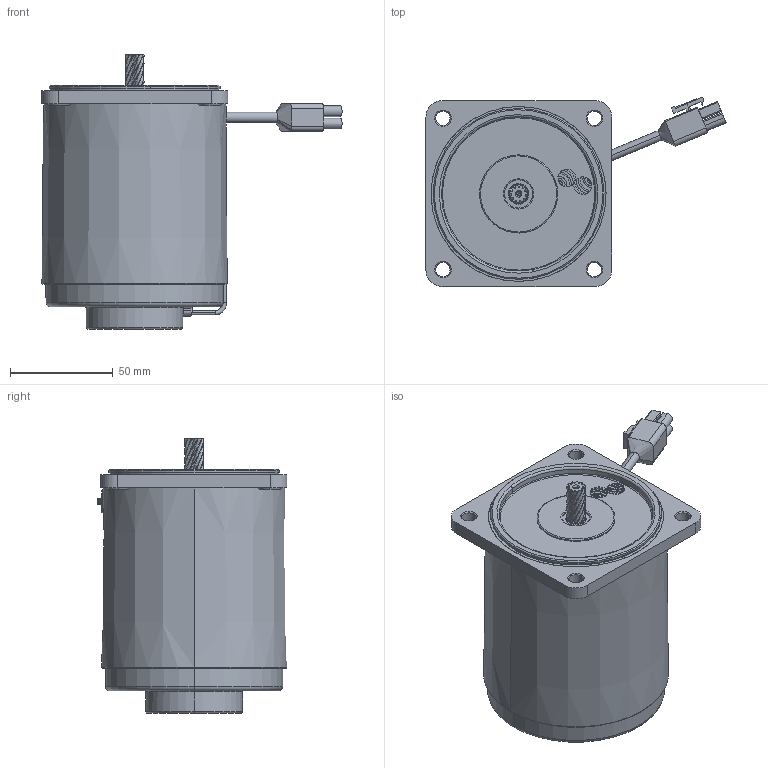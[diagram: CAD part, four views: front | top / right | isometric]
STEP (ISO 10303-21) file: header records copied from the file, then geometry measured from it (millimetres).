
FILE_DESCRIPTION (( 'STEP AP203' ), '1' );
FILE_NAME ('(夹非珇)M540-4〖〖(5C〖71〖0000Z0).STEP', '2017-12-05T02:55:45', ( '' ), ( '' ), 'SwSTEP 2.0', 'SolidWorks 2010', '' );
FILE_SCHEMA (( 'CONFIG_CONTROL_DESIGN' ));
Length unit declared in the file: millimetre
Products named in the file (10): 線_60W; 公端子; (夹非珇)M540-4〖〖(5C〖71〖0000Z0); 上蓋 C583-30; M540-R; 60GN; 油封10x26x5; 線扣; 線和頭_60W; 發電機
Assembly tree (9 placements, depth 3):
  (夹非珇)M540-4〖〖(5C〖71〖0000Z0)
    油封10x26x5
    上蓋 C583-30
    M540-R
    60GN
    線和頭_60W
      公端子
      線_60W
    線扣
    發電機
Bounding box: 145.78 x 92.07 x 133.5 mm (x, y, z)
Volume: 723095.3 mm3; surface area: 79431.1 mm2
Topology: 8 solids, 9 shells, 606 faces, 1566 edges, 1008 vertices
Faces by surface type: cylinder 296, plane 166, torus 67, cone 41, bspline 32, sphere 4
Entity records: 41598 total; most frequent: CARTESIAN_POINT 25511, DIRECTION 3346, ORIENTED_EDGE 3112, EDGE_CURVE 1556, AXIS2_PLACEMENT_3D 1376, VERTEX_POINT 1008, CIRCLE 789, EDGE_LOOP 684
